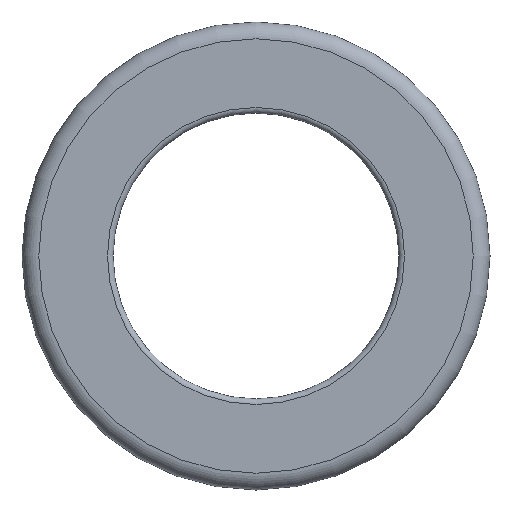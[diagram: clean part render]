
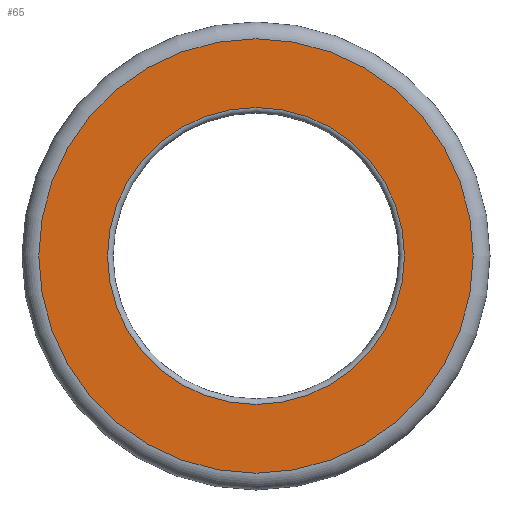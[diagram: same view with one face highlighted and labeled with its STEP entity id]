
A CAD part, left-side view. The second image highlights one B-rep face of the part: STEP entity #65.
In plain terms, the highlighted planar face has unit normal (-1, 0, 0).
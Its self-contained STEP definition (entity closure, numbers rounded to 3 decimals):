
#65 = ADVANCED_FACE( '', ( #142, #143 ), #144, .T. );
#142 = FACE_BOUND( '', #229, .T. );
#143 = FACE_OUTER_BOUND( '', #230, .T. );
#144 = PLANE( '', #231 );
#229 = EDGE_LOOP( '', ( #362 ) );
#230 = EDGE_LOOP( '', ( #363 ) );
#231 = AXIS2_PLACEMENT_3D( '', #364, #365, #366 );
#362 = ORIENTED_EDGE( '', *, *, #507, .T. );
#363 = ORIENTED_EDGE( '', *, *, #468, .T. );
#364 = CARTESIAN_POINT( '', ( 0., 0., 0. ) );
#365 = DIRECTION( '', ( -1., 0., 0. ) );
#366 = DIRECTION( '', ( 0., 0., 1. ) );
#468 = EDGE_CURVE( '', #542, #542, #543, .T. );
#507 = EDGE_CURVE( '', #605, #605, #606, .F. );
#542 = VERTEX_POINT( '', #659 );
#543 = CIRCLE( '', #660, 7.75 );
#605 = VERTEX_POINT( '', #774 );
#606 = CIRCLE( '', #775, 5.3 );
#659 = CARTESIAN_POINT( '', ( 0., 0., 7.75 ) );
#660 = AXIS2_PLACEMENT_3D( '', #825, #826, #827 );
#774 = CARTESIAN_POINT( '', ( 0., 0., 5.3 ) );
#775 = AXIS2_PLACEMENT_3D( '', #882, #883, #884 );
#825 = CARTESIAN_POINT( '', ( 0., 0., 0. ) );
#826 = DIRECTION( '', ( -1., 0., 0. ) );
#827 = DIRECTION( '', ( 0., 0., 1. ) );
#882 = CARTESIAN_POINT( '', ( 0., 0., 0. ) );
#883 = DIRECTION( '', ( -1., 0., 0. ) );
#884 = DIRECTION( '', ( 0., 0., 1. ) );
